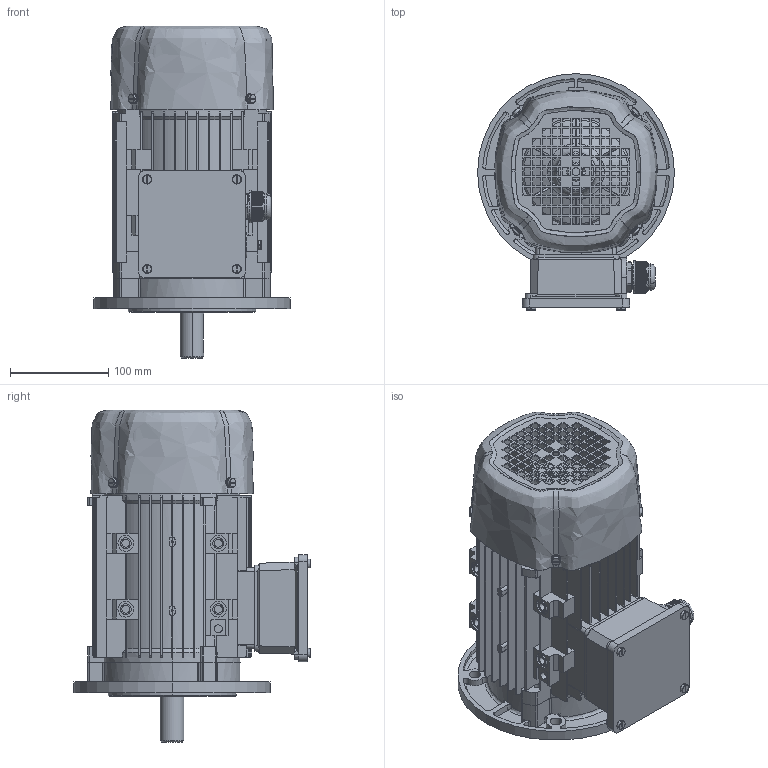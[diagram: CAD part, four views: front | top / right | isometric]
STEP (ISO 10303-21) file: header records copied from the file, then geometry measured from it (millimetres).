
FILE_DESCRIPTION (( 'STEP AP214' ), '1' );
FILE_NAME ('FCA-IE3-90-L-2468-B5-Ver.2.STEP', '2022-12-12T08:02:19', ( '' ), ( '' ), 'SwSTEP 2.0', 'SolidWorks 2020', '' );
FILE_SCHEMA (( 'AUTOMOTIVE_DESIGN' ));
Length unit declared in the file: millimetre
Products named in the file (4): M25 Kunststoff JL Blindst; FCA-IE3-90-L-2468-B5-Ver.2.step; FCA-IE3-90-L-2468-B5-Ver.2; M25 Kunststoff JL
Assembly tree (3 placements, depth 2):
  FCA-IE3-90-L-2468-B5-Ver.2
    FCA-IE3-90-L-2468-B5-Ver.2.step
    M25 Kunststoff JL
    M25 Kunststoff JL Blindst
Bounding box: 200 x 240.5 x 337.5 mm (x, y, z)
Volume: 1394916.7 mm3; surface area: 857534.7 mm2
Topology: 43 solids, 43 shells, 3510 faces, 9642 edges, 6316 vertices
Faces by surface type: plane 1903, cylinder 1056, cone 235, torus 224, bspline 69, sphere 23
Entity records: 197976 total; most frequent: CARTESIAN_POINT 109473, ORIENTED_EDGE 19256, DIRECTION 17075, EDGE_CURVE 9628, VERTEX_POINT 6316, AXIS2_PLACEMENT_3D 5880, LINE 5315, VECTOR 5315
